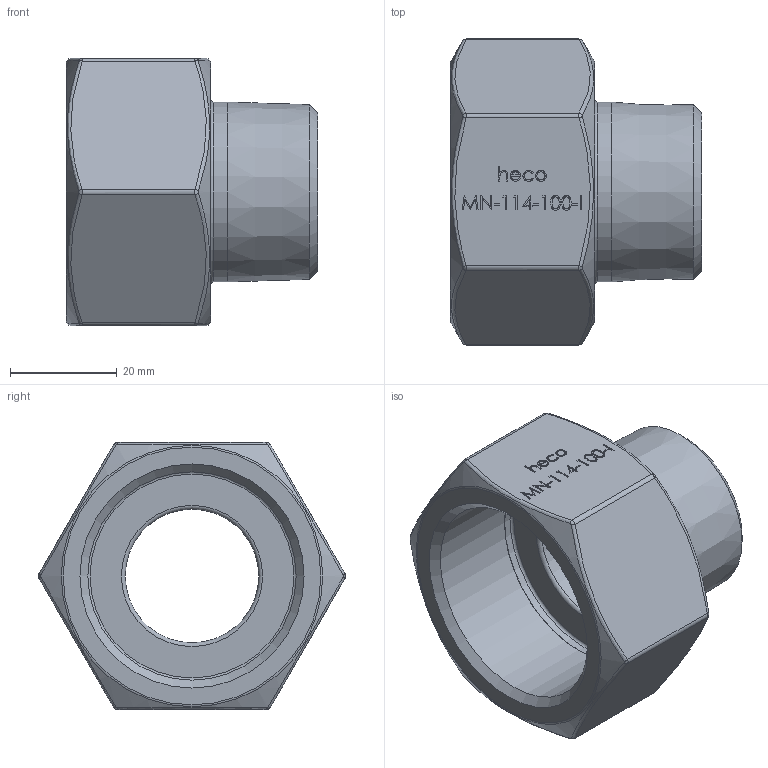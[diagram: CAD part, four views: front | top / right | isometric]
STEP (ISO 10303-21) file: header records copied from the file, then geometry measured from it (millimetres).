
FILE_DESCRIPTION (( 'STEP AP214' ), '1' );
FILE_NAME ('MN-114-100-I 2310.STEP', '2023-11-02T13:57:55', ( '' ), ( '' ), 'SwSTEP 2.0', 'SolidWorks 2019', '' );
FILE_SCHEMA (( 'AUTOMOTIVE_DESIGN' ));
Length unit declared in the file: millimetre
Products named in the file (1): MN-114-100-I 2310
Bounding box: 47 x 57.42 x 50 mm (x, y, z)
Volume: 37571.1 mm3; surface area: 14050.9 mm2
Topology: 1 solids, 1 shells, 213 faces, 531 edges, 344 vertices
Faces by surface type: plane 115, bspline 77, cylinder 10, torus 6, cone 5
Full cylindrical faces by diameter (mm): 25 x1, 33.649 x1, 38.952 x1, 39.152 x1
Entity records: 12140 total; most frequent: CARTESIAN_POINT 5749, ORIENTED_EDGE 1022, DIRECTION 674, EDGE_CURVE 511, VERTEX_POINT 339, VECTOR 314, LINE 314, EDGE_LOOP 254
